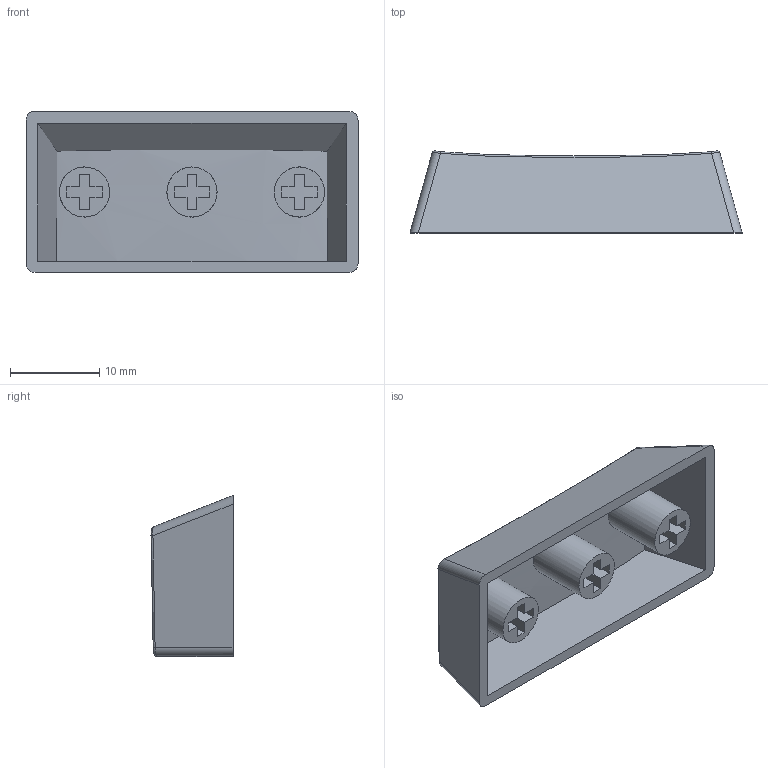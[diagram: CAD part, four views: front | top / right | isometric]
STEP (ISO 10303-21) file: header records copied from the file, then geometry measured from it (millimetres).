
FILE_DESCRIPTION(('FreeCAD Model'),'2;1');
FILE_NAME('1x2R3.step','2018-10-11T10:50:58',('Author'),('') ,'Open CASCADE STEP processor 6.9','FreeCAD','Unknown');
FILE_SCHEMA(('AUTOMOTIVE_DESIGN { 1 0 10303 214 1 1 1 1 }'));
Length unit declared in the file: millimetre
Products named in the file (2): ASSEMBLY; 1x2_R3_v6
Assembly tree (1 placements, depth 2):
  ASSEMBLY
    1x2_R3_v6
Bounding box: 37.1 x 9.16 x 18 mm (x, y, z)
Volume: 1913.9 mm3; surface area: 3344.7 mm2
Topology: 1 solids, 1 shells, 68 faces, 172 edges, 113 vertices
Faces by surface type: plane 48, bspline 13, cylinder 7
Full cylindrical faces by diameter (mm): 5.6 x3
Entity records: 5634 total; most frequent: CARTESIAN_POINT 2292, DIRECTION 553, ORIENTED_EDGE 344, PCURVE 344, DEFINITIONAL_REPRESENTATION 344, LINE 337, VECTOR 337, EDGE_CURVE 172
